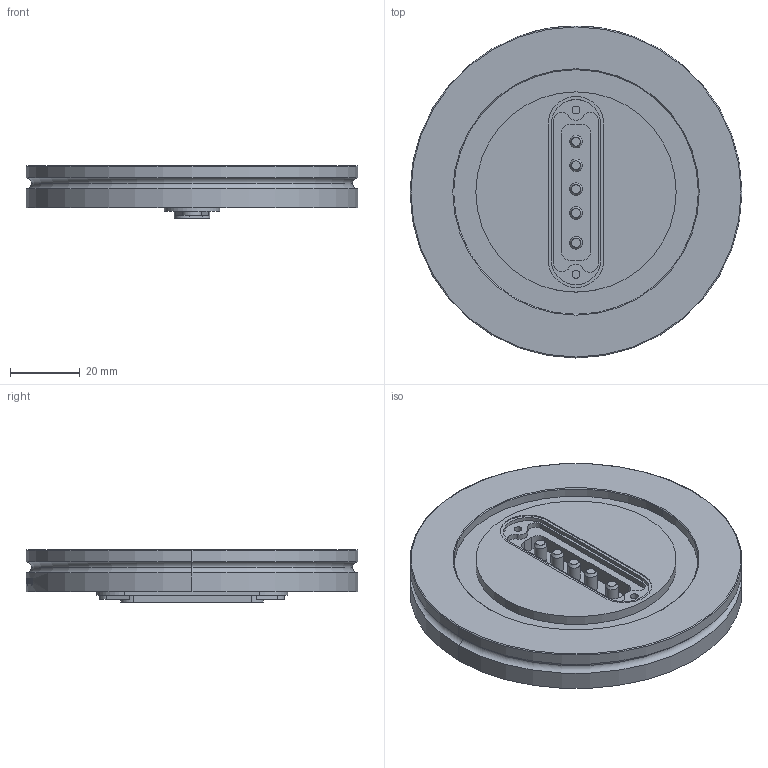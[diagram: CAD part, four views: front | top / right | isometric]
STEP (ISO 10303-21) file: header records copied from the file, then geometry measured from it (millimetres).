
FILE_DESCRIPTION(/* description */ ('Alibre Inc.'),/* implementation_level */ '2;1');
FILE_NAME(/* name */ 'export0',/* time_stamp */ '2013-12-12T12:52:15-08:00',/* author */ (''),/* organization */ (''),/* preprocessor_version */ 'ST-DEVELOPER v14',/* originating_system */ 'Alibre',/* authorisation */ '');
FILE_SCHEMA (('CONFIG_CONTROL_DESIGN'));
Length unit declared in the file: centimetre
Products named in the file (1): ID_1
Bounding box: 95 x 95 x 14.96 mm (x, y, z)
Volume: 74328.8 mm3; surface area: 25263.9 mm2
Topology: 1 solids, 1 shells, 410 faces, 1063 edges, 706 vertices
Faces by surface type: plane 166, bspline 140, cylinder 85, cone 12, torus 6, sphere 1
Full cylindrical faces by diameter (mm): 2.156 x2, 2.261 x2, 3.607 x10
Entity records: 36474 total; most frequent: CARTESIAN_POINT 27830, ORIENTED_EDGE 2054, DIRECTION 1164, EDGE_CURVE 1027, VERTEX_POINT 694, AXIS2_PLACEMENT_3D 521, EDGE_LOOP 487, FACE_BOUND 487
